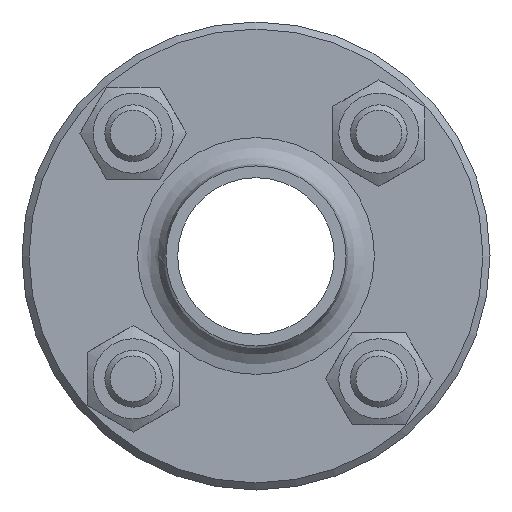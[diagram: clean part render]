
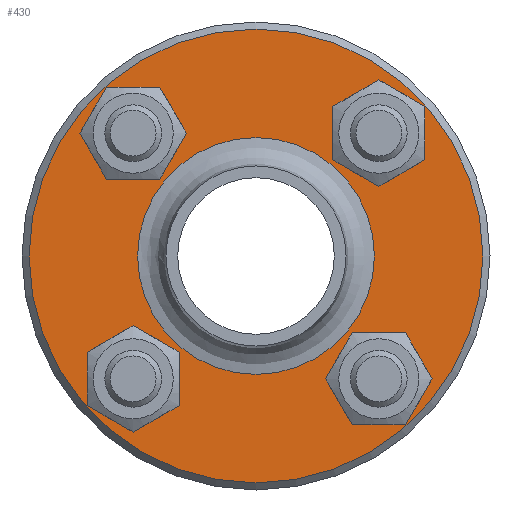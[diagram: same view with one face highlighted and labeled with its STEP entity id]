
A CAD part, left-side view. The second image highlights one B-rep face of the part: STEP entity #430.
In plain terms, the highlighted planar face has unit normal (-1, 0, 0).
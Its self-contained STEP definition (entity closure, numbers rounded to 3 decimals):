
#133=CARTESIAN_POINT('',(30.,-12.824,-17.324));
#134=VERTEX_POINT('',#133);
#135=CARTESIAN_POINT('',(30.,-17.324,-17.324));
#136=DIRECTION('',(1.0,0.0,0.0));
#137=DIRECTION('',(0.0,-1.0,0.0));
#138=AXIS2_PLACEMENT_3D('',#135,#136,#137);
#139=CIRCLE('',#138,4.5);
#140=EDGE_CURVE('',#134,#134,#139,.T.);
#182=CARTESIAN_POINT('',(30.,-17.324,12.824));
#183=VERTEX_POINT('',#182);
#184=CARTESIAN_POINT('',(30.,-17.324,17.324));
#185=DIRECTION('',(1.0,0.0,0.0));
#186=DIRECTION('',(0.0,0.0,1.0));
#187=AXIS2_PLACEMENT_3D('',#184,#185,#186);
#188=CIRCLE('',#187,4.5);
#189=EDGE_CURVE('',#183,#183,#188,.T.);
#231=CARTESIAN_POINT('',(30.,12.824,17.324));
#232=VERTEX_POINT('',#231);
#233=CARTESIAN_POINT('',(30.,17.324,17.324));
#234=DIRECTION('',(1.0,0.0,0.0));
#235=DIRECTION('',(0.0,1.0,0.0));
#236=AXIS2_PLACEMENT_3D('',#233,#234,#235);
#237=CIRCLE('',#236,4.5);
#238=EDGE_CURVE('',#232,#232,#237,.T.);
#280=CARTESIAN_POINT('',(30.,17.324,-12.824));
#281=VERTEX_POINT('',#280);
#282=CARTESIAN_POINT('',(30.,17.324,-17.324));
#283=DIRECTION('',(1.0,0.0,0.0));
#284=DIRECTION('',(0.0,0.0,-1.0));
#285=AXIS2_PLACEMENT_3D('',#282,#283,#284);
#286=CIRCLE('',#285,4.5);
#287=EDGE_CURVE('',#281,#281,#286,.T.);
#376=CARTESIAN_POINT('',(30.0,32.,0.));
#377=VERTEX_POINT('',#376);
#378=CARTESIAN_POINT('',(30.0,0.0,0.0));
#379=DIRECTION('',(1.0,0.0,0.0));
#380=DIRECTION('',(0.0,-1.0,0.0));
#381=AXIS2_PLACEMENT_3D('',#378,#379,#380);
#382=CIRCLE('',#381,32.);
#383=EDGE_CURVE('',#377,#377,#382,.T.);
#399=CARTESIAN_POINT('',(30.0,24.85,0.0));
#400=DIRECTION('',(-1.0,0.0,0.0));
#401=DIRECTION('',(0.0,0.0,1.0));
#402=AXIS2_PLACEMENT_3D('',#399,#400,#401);
#403=PLANE('',#402);
#404=ORIENTED_EDGE('',*,*,#383,.F.);
#405=EDGE_LOOP('',(#404));
#406=FACE_OUTER_BOUND('',#405,.T.);
#407=ORIENTED_EDGE('',*,*,#140,.T.);
#408=EDGE_LOOP('',(#407));
#409=FACE_BOUND('',#408,.T.);
#410=ORIENTED_EDGE('',*,*,#189,.T.);
#411=EDGE_LOOP('',(#410));
#412=FACE_BOUND('',#411,.T.);
#413=ORIENTED_EDGE('',*,*,#238,.T.);
#414=EDGE_LOOP('',(#413));
#415=FACE_BOUND('',#414,.T.);
#416=ORIENTED_EDGE('',*,*,#287,.T.);
#417=EDGE_LOOP('',(#416));
#418=FACE_BOUND('',#417,.T.);
#419=CARTESIAN_POINT('',(30.0,16.7,0.0));
#420=VERTEX_POINT('',#419);
#421=CARTESIAN_POINT('',(30.0,0.0,0.0));
#422=DIRECTION('',(1.0,0.0,0.0));
#423=DIRECTION('',(0.0,1.0,0.0));
#424=AXIS2_PLACEMENT_3D('',#421,#422,#423);
#425=CIRCLE('',#424,16.7);
#426=EDGE_CURVE('',#420,#420,#425,.T.);
#427=ORIENTED_EDGE('',*,*,#426,.T.);
#428=EDGE_LOOP('',(#427));
#429=FACE_BOUND('',#428,.T.);
#430=ADVANCED_FACE('',(#406,#409,#412,#415,#418,#429),#403,.T.);
